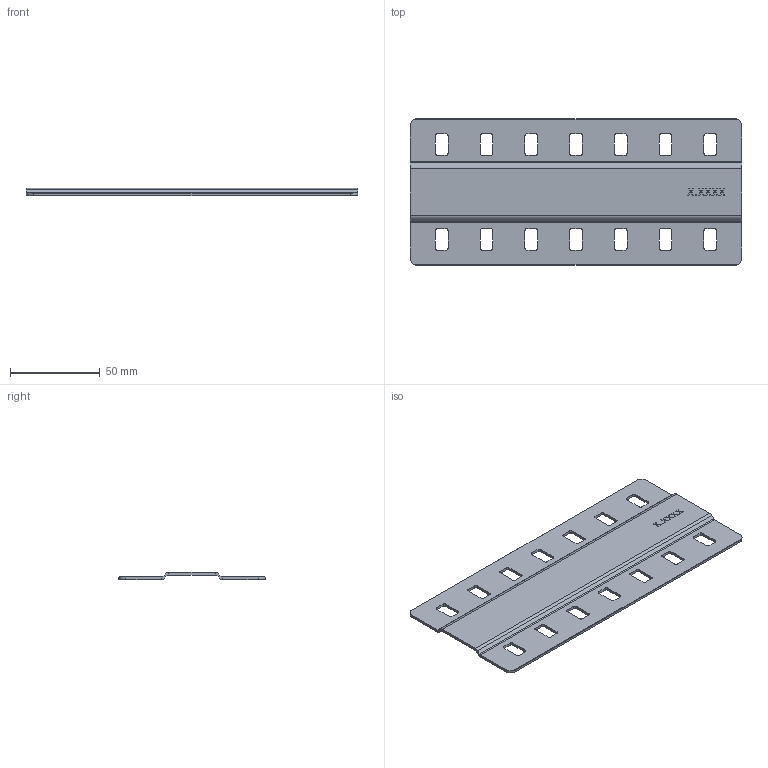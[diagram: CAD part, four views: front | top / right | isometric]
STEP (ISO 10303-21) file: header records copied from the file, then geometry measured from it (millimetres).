
FILE_DESCRIPTION (( 'STEP AP203' ), '1' );
FILE_NAME ('KTS 07.022-007_1-7070330.step', '2012-11-15T07:05:46', ( '' ), ( '' ), 'SwSTEP 2.0', 'SolidWorks 2012', '' );
FILE_SCHEMA (( 'CONFIG_CONTROL_DESIGN' ));
Length unit declared in the file: millimetre
Products named in the file (1): KTS 07.022-007_1-7070330
Bounding box: 185 x 82 x 4 mm (x, y, z)
Volume: 21457.5 mm3; surface area: 30161 mm2
Topology: 1 solids, 1 shells, 246 faces, 682 edges, 444 vertices
Faces by surface type: plane 158, cylinder 68, bspline 20
Entity records: 8319 total; most frequent: CARTESIAN_POINT 1925, ORIENTED_EDGE 1364, DIRECTION 1228, EDGE_CURVE 682, VECTOR 502, LINE 502, VERTEX_POINT 444, AXIS2_PLACEMENT_3D 363
